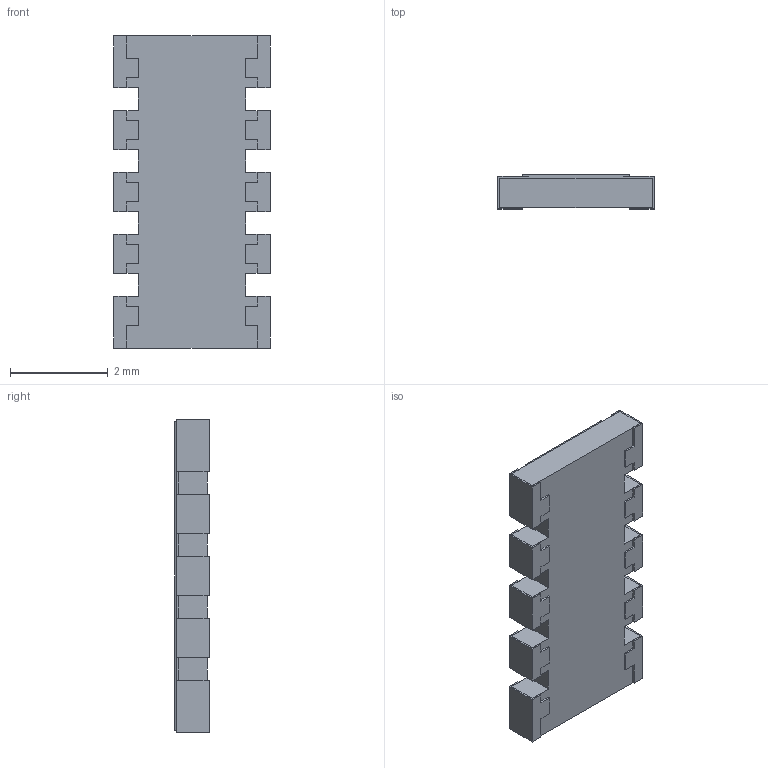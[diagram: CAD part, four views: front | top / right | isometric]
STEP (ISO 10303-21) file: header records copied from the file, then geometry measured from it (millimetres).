
FILE_DESCRIPTION (( 'STEP AP214' ), '1' );
FILE_NAME ('YC358LJK-07100KL.STEP', '2023-04-20T11:08:34', ( '' ), ( '' ), 'SwSTEP 2.0', 'SolidWorks 2021', '' );
FILE_SCHEMA (( 'AUTOMOTIVE_DESIGN' ));
Length unit declared in the file: millimetre
Products named in the file (2): YC358LJK-07100KL; Resistor_Array_YC_AF_xxx_YC358LJK-07100KL
Assembly tree (1 placements, depth 2):
  YC358LJK-07100KL
    Resistor_Array_YC_AF_xxx_YC358LJK-07100KL
Bounding box: 3.2 x 0.7 x 6.4 mm (x, y, z)
Volume: 12.2 mm3; surface area: 107.9 mm2
Topology: 12 solids, 12 shells, 230 faces, 618 edges, 412 vertices
Faces by surface type: plane 228, cylinder 2
Entity records: 7211 total; most frequent: CARTESIAN_POINT 1264, ORIENTED_EDGE 1236, DIRECTION 1090, EDGE_CURVE 618, LINE 614, VECTOR 614, VERTEX_POINT 412, AXIS2_PLACEMENT_3D 238
